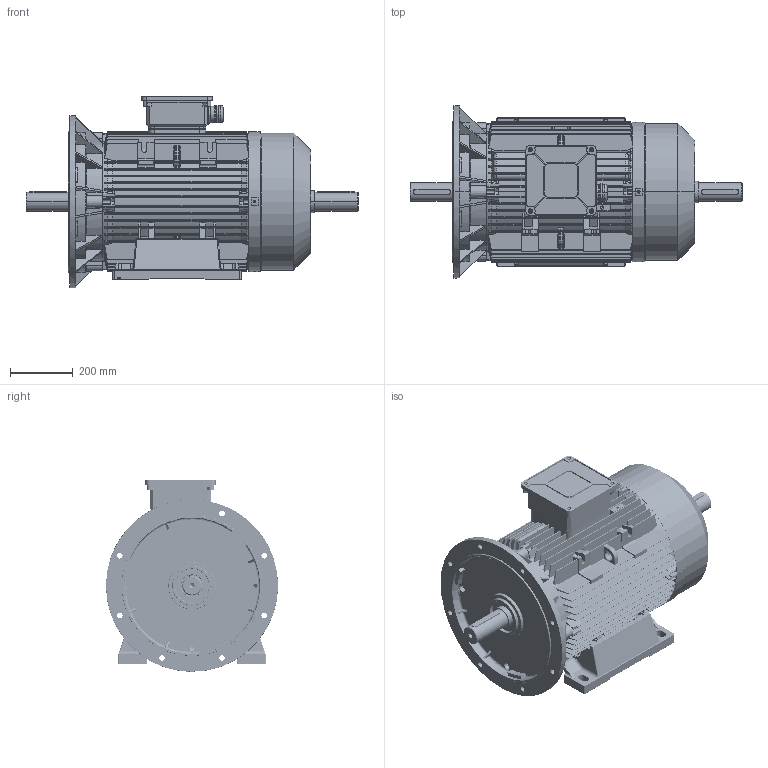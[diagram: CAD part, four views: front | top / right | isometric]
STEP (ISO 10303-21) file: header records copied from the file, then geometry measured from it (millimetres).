
FILE_DESCRIPTION (( 'STEP AP214' ), '1' );
FILE_NAME ('FCAP250 MT-B3 B5-IC411-2 POLES-TB TOP-DOUBLE SHAFT.STEP', '2024-10-03T06:17:56', ( '' ), ( '' ), 'SwSTEP 2.0', 'SolidWorks 2024', '' );
FILE_SCHEMA (( 'AUTOMOTIVE_DESIGN' ));
Length unit declared in the file: millimetre
Products named in the file (15): Guarnizione scatola-coperchio 225T-250T; Flangia FC250T-B5_SENZA FORI COPERCHIETTO; FCAP250 MT-B3 B5-IC411-2 POLES-TB TOP-DOUBLE SHAFT; Coperchio scatola morsetti 225T-250T; Scatola morsetti 225T-250T; Guarnizione scatola-motore 225-250T; Piede 250T; Carcassa 250T; PRESSACAVO M50; Scudo C250T d.150_Posteriore d.cusc.140-2P; Albero 250T serie  - 2 POLI - Autovent.; Coprimorsettiera  225T-250T; 18x11x120; Copriventola C250T; Tappo M50
Assembly tree (17 placements, depth 3):
  FCAP250 MT-B3 B5-IC411-2 POLES-TB TOP-DOUBLE SHAFT
    Scudo C250T d.150_Posteriore d.cusc.140-2P
    Copriventola C250T
    Piede 250T  x2
    Albero 250T serie  - 2 POLI - Autovent.  x2
    18x11x120  x2
    Carcassa 250T
    Coprimorsettiera  225T-250T
      Scatola morsetti 225T-250T
      Guarnizione scatola-coperchio 225T-250T
      Guarnizione scatola-motore 225-250T
      Coperchio scatola morsetti 225T-250T
      Tappo M50
      PRESSACAVO M50
    Flangia FC250T-B5_SENZA FORI COPERCHIETTO
Bounding box: 1061 x 550 x 612 mm (x, y, z)
Volume: 30215408.9 mm3; surface area: 6377974.2 mm2
Topology: 19 solids, 20 shells, 7214 faces, 19513 edges, 12322 vertices
Faces by surface type: plane 3563, cylinder 1679, torus 750, bspline 699, cone 504, sphere 19
Entity records: 239864 total; most frequent: CARTESIAN_POINT 80449, ORIENTED_EDGE 35052, DIRECTION 30176, EDGE_CURVE 17526, VERTEX_POINT 11205, VECTOR 10782, LINE 10782, AXIS2_PLACEMENT_3D 9697
